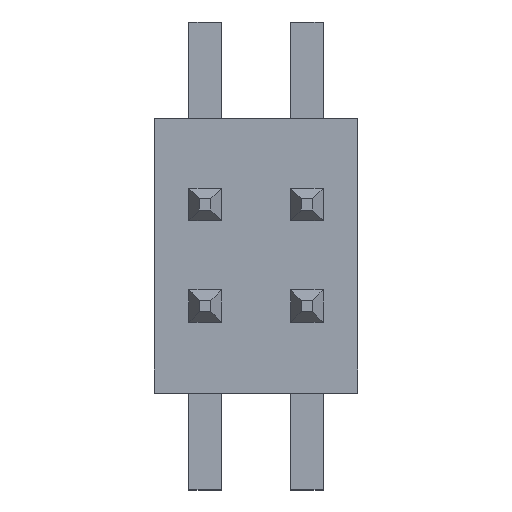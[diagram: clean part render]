
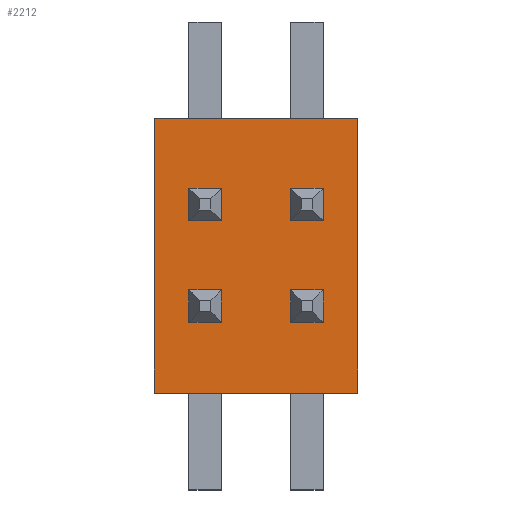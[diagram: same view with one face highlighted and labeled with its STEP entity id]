
A CAD part, top view. The second image highlights one B-rep face of the part: STEP entity #2212.
In plain terms, the highlighted face is planar.
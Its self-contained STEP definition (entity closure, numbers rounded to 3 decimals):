
#2080 = EDGE_CURVE('',#2081,#2083,#2085,.T.);
#2081 = VERTEX_POINT('',#2082);
#2082 = CARTESIAN_POINT('',(-1.27,1.753,-1.715));
#2083 = VERTEX_POINT('',#2084);
#2084 = CARTESIAN_POINT('',(-1.27,1.753,1.715));
#2085 = LINE('',#2086,#2087);
#2086 = CARTESIAN_POINT('',(-1.27,1.753,-1.715));
#2087 = VECTOR('',#2088,1.);
#2088 = DIRECTION('',(0.,0.,1.));
#2120 = EDGE_CURVE('',#2083,#2121,#2123,.T.);
#2121 = VERTEX_POINT('',#2122);
#2122 = CARTESIAN_POINT('',(1.27,1.753,1.715));
#2123 = LINE('',#2124,#2125);
#2124 = CARTESIAN_POINT('',(-1.27,1.753,1.715));
#2125 = VECTOR('',#2126,1.);
#2126 = DIRECTION('',(1.,0.,0.));
#2151 = EDGE_CURVE('',#2121,#2152,#2154,.T.);
#2152 = VERTEX_POINT('',#2153);
#2153 = CARTESIAN_POINT('',(1.27,1.753,-1.715));
#2154 = LINE('',#2155,#2156);
#2155 = CARTESIAN_POINT('',(1.27,1.753,1.715));
#2156 = VECTOR('',#2157,1.);
#2157 = DIRECTION('',(0.,0.,-1.));
#2182 = EDGE_CURVE('',#2152,#2081,#2183,.T.);
#2183 = LINE('',#2184,#2185);
#2184 = CARTESIAN_POINT('',(1.27,1.753,-1.715));
#2185 = VECTOR('',#2186,1.);
#2186 = DIRECTION('',(-1.,0.,0.));
#2212 = ADVANCED_FACE('',(#2213),#2219,.T.);
#2213 = FACE_BOUND('',#2214,.T.);
#2214 = EDGE_LOOP('',(#2215,#2216,#2217,#2218));
#2215 = ORIENTED_EDGE('',*,*,#2080,.T.);
#2216 = ORIENTED_EDGE('',*,*,#2120,.T.);
#2217 = ORIENTED_EDGE('',*,*,#2151,.T.);
#2218 = ORIENTED_EDGE('',*,*,#2182,.T.);
#2219 = PLANE('',#2220);
#2220 = AXIS2_PLACEMENT_3D('',#2221,#2222,#2223);
#2221 = CARTESIAN_POINT('',(0.,1.753,0.));
#2222 = DIRECTION('',(0.,1.,0.));
#2223 = DIRECTION('',(0.,-0.,1.));
